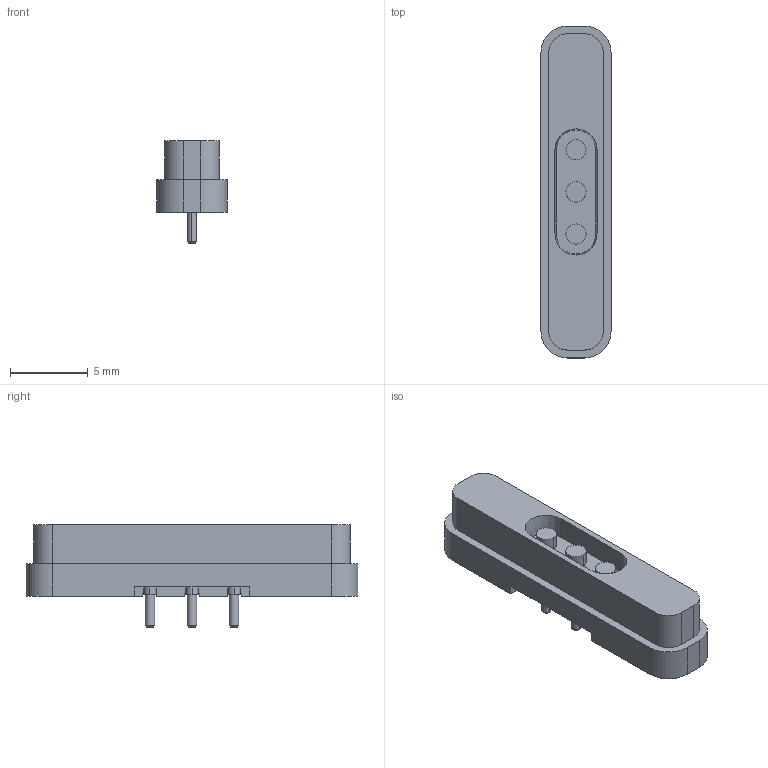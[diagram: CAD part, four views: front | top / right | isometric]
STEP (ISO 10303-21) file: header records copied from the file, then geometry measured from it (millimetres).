
FILE_DESCRIPTION (( 'STEP AP203' ), '1' );
FILE_NAME ('686-E0321250110.STEP', '2023-02-03T17:05:15', ( 'Magnum' ), ( '' ), 'SwSTEP 2.0', 'SolidWorks 2020', '' );
FILE_SCHEMA (( 'CONFIG_CONTROL_DESIGN' ));
Length unit declared in the file: millimetre
Products named in the file (1): 686-E0321250110
Bounding box: 4.5 x 21.3 x 6.6 mm (x, y, z)
Volume: 288.6 mm3; surface area: 560.5 mm2
Topology: 1 solids, 1 shells, 107 faces, 267 edges, 175 vertices
Faces by surface type: plane 69, cylinder 29, cone 9
Entity records: 3259 total; most frequent: DIRECTION 556, CARTESIAN_POINT 550, ORIENTED_EDGE 534, EDGE_CURVE 267, VECTOR 194, LINE 194, AXIS2_PLACEMENT_3D 181, VERTEX_POINT 175
